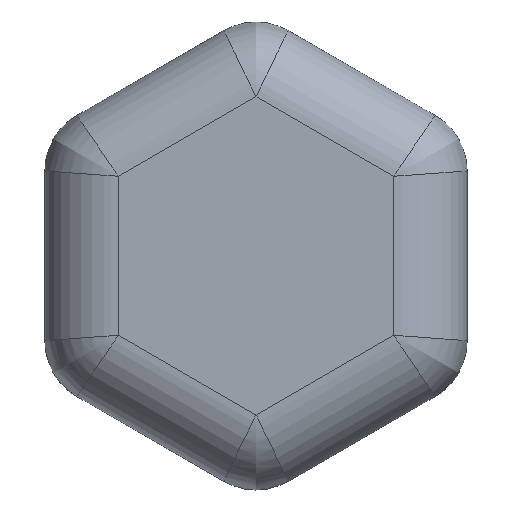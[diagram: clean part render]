
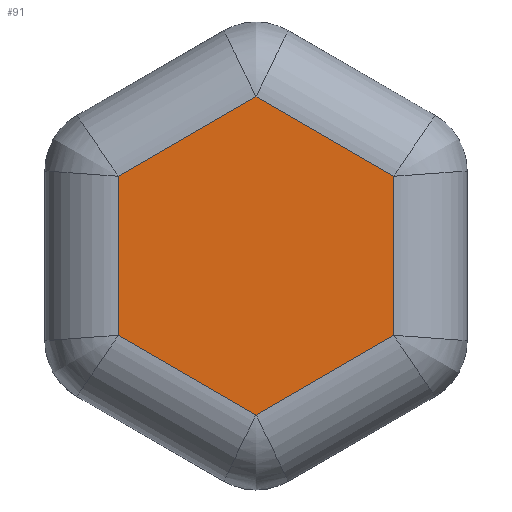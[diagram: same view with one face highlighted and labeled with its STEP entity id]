
A CAD part, top view. The second image highlights one B-rep face of the part: STEP entity #91.
In plain terms, the highlighted planar face has unit normal (0, 0, 1).
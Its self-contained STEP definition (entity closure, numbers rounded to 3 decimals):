
#91 = ADVANCED_FACE( '', ( #148 ), #149, .F. );
#148 = FACE_OUTER_BOUND( '', #227, .T. );
#149 = PLANE( '', #228 );
#227 = EDGE_LOOP( '', ( #1097, #1098, #1099, #1100, #1101, #1102 ) );
#228 = AXIS2_PLACEMENT_3D( '', #1103, #1104, #1105 );
#1097 = ORIENTED_EDGE( '', *, *, #1299, .T. );
#1098 = ORIENTED_EDGE( '', *, *, #1300, .T. );
#1099 = ORIENTED_EDGE( '', *, *, #1301, .T. );
#1100 = ORIENTED_EDGE( '', *, *, #1302, .T. );
#1101 = ORIENTED_EDGE( '', *, *, #1303, .T. );
#1102 = ORIENTED_EDGE( '', *, *, #1304, .T. );
#1103 = CARTESIAN_POINT( '', ( -8., 4.619, 10. ) );
#1104 = DIRECTION( '', ( 0., 0., -1. ) );
#1105 = DIRECTION( '', ( -0.5, 0.866, 0. ) );
#1299 = EDGE_CURVE( '', #1437, #1438, #1439, .F. );
#1300 = EDGE_CURVE( '', #1438, #1440, #1441, .F. );
#1301 = EDGE_CURVE( '', #1440, #1442, #1443, .F. );
#1302 = EDGE_CURVE( '', #1442, #1444, #1445, .F. );
#1303 = EDGE_CURVE( '', #1444, #1446, #1447, .F. );
#1304 = EDGE_CURVE( '', #1446, #1437, #1448, .F. );
#1437 = VERTEX_POINT( '', #1620 );
#1438 = VERTEX_POINT( '', #1621 );
#1439 = LINE( '', #1622, #1623 );
#1440 = VERTEX_POINT( '', #1624 );
#1441 = LINE( '', #1625, #1626 );
#1442 = VERTEX_POINT( '', #1627 );
#1443 = LINE( '', #1628, #1629 );
#1444 = VERTEX_POINT( '', #1630 );
#1445 = LINE( '', #1631, #1632 );
#1446 = VERTEX_POINT( '', #1633 );
#1447 = LINE( '', #1634, #1635 );
#1448 = LINE( '', #1636, #1637 );
#1620 = CARTESIAN_POINT( '', ( -7.5, -4.33, 10. ) );
#1621 = CARTESIAN_POINT( '', ( 0., -8.66, 10. ) );
#1622 = CARTESIAN_POINT( '', ( 0.25, -8.805, 10. ) );
#1623 = VECTOR( '', #1779, 1000. );
#1624 = CARTESIAN_POINT( '', ( 7.5, -4.33, 10. ) );
#1625 = CARTESIAN_POINT( '', ( 7.75, -4.186, 10. ) );
#1626 = VECTOR( '', #1780, 1000. );
#1627 = CARTESIAN_POINT( '', ( 7.5, 4.33, 10. ) );
#1628 = CARTESIAN_POINT( '', ( 7.5, 4.619, 10. ) );
#1629 = VECTOR( '', #1781, 1000. );
#1630 = CARTESIAN_POINT( '', ( 0., 8.66, 10. ) );
#1631 = CARTESIAN_POINT( '', ( -0.25, 8.805, 10. ) );
#1632 = VECTOR( '', #1782, 1000. );
#1633 = CARTESIAN_POINT( '', ( -7.5, 4.33, 10. ) );
#1634 = CARTESIAN_POINT( '', ( -7.75, 4.186, 10. ) );
#1635 = VECTOR( '', #1783, 1000. );
#1636 = CARTESIAN_POINT( '', ( -7.5, -4.619, 10. ) );
#1637 = VECTOR( '', #1784, 1000. );
#1779 = DIRECTION( '', ( -0.866, 0.5, 0. ) );
#1780 = DIRECTION( '', ( -0.866, -0.5, 0. ) );
#1781 = DIRECTION( '', ( 0., -1., 0. ) );
#1782 = DIRECTION( '', ( 0.866, -0.5, 0. ) );
#1783 = DIRECTION( '', ( 0.866, 0.5, 0. ) );
#1784 = DIRECTION( '', ( 0., 1., 0. ) );
